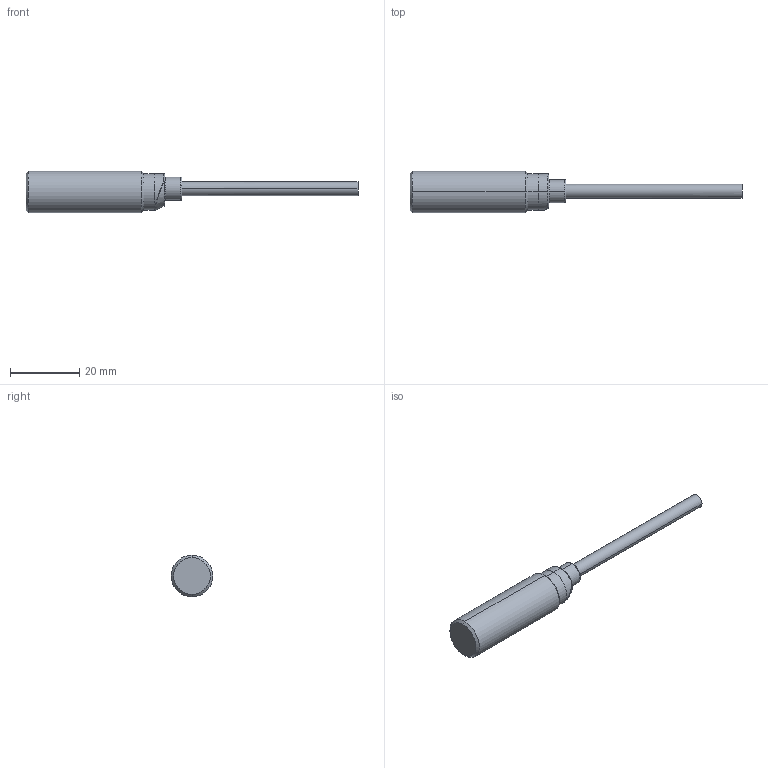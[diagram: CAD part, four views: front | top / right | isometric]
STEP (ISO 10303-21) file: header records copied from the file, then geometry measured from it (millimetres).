
FILE_DESCRIPTION (( 'STEP AP214' ), '1' );
FILE_NAME ('PNM6-CP-3A.step', '2018-04-17T19:50:43', ( '' ), ( '' ), 'SwSTEP 2.0', 'SolidWorks 2017', '' );
FILE_SCHEMA (( 'AUTOMOTIVE_DESIGN' ));
Length unit declared in the file: inch
Products named in the file (1): PNM6-CP-3A
Bounding box: 95.8 x 12 x 12 mm (x, y, z)
Volume: 5131.1 mm3; surface area: 2606.1 mm2
Topology: 1 solids, 1 shells, 59 faces, 165 edges, 105 vertices
Faces by surface type: cylinder 23, bspline 13, plane 13, cone 10
Entity records: 2651 total; most frequent: CARTESIAN_POINT 1132, ORIENTED_EDGE 326, DIRECTION 305, EDGE_CURVE 163, AXIS2_PLACEMENT_3D 125, VERTEX_POINT 105, CIRCLE 78, EDGE_LOOP 68
